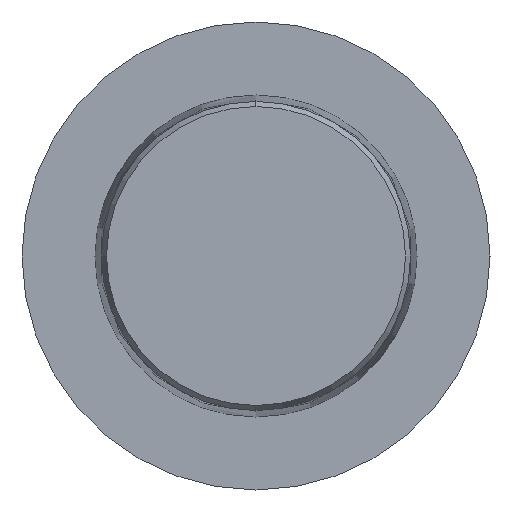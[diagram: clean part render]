
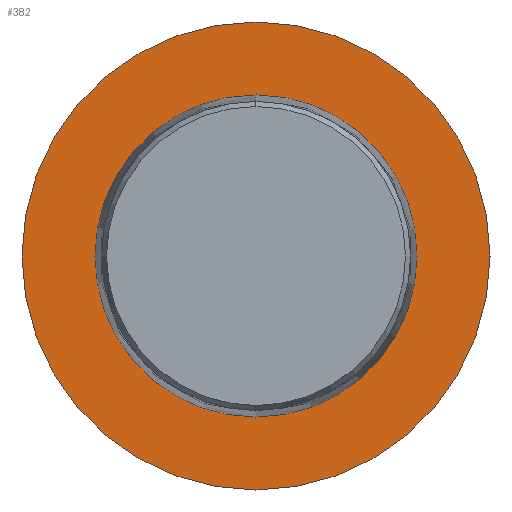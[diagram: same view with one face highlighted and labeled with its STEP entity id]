
A CAD part, left-side view. The second image highlights one B-rep face of the part: STEP entity #382.
In plain terms, the highlighted planar face has unit normal (-1, 0, 0).
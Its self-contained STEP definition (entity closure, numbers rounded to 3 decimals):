
#12 = AXIS2_PLACEMENT_3D ( 'NONE', #472, #262, #434 ) ;
#15 = CARTESIAN_POINT ( 'NONE',  ( 0., 0., 27.527 ) ) ;
#21 = EDGE_CURVE ( 'NONE', #297, #247, #300, .T. ) ;
#47 = ORIENTED_EDGE ( 'NONE', *, *, #279, .T. ) ;
#72 = CARTESIAN_POINT ( 'NONE',  ( 0., 0., 39.992 ) ) ;
#83 = DIRECTION ( 'NONE',  ( 0., 1., 0. ) ) ;
#134 = PLANE ( 'NONE',  #308 ) ;
#147 = CIRCLE ( 'NONE', #491, 39.992 ) ;
#153 = DIRECTION ( 'NONE',  ( 0., 0., 1. ) ) ;
#177 = AXIS2_PLACEMENT_3D ( 'NONE', #316, #200, #483 ) ;
#186 = DIRECTION ( 'NONE',  ( 0., 0., 1. ) ) ;
#192 = ORIENTED_EDGE ( 'NONE', *, *, #21, .T. ) ;
#200 = DIRECTION ( 'NONE',  ( -1., 0., 0. ) ) ;
#211 = ORIENTED_EDGE ( 'NONE', *, *, #473, .F. ) ;
#212 = CARTESIAN_POINT ( 'NONE',  ( 0., 39.992, 0. ) ) ;
#235 = CARTESIAN_POINT ( 'NONE',  ( 0., 0., 0. ) ) ;
#247 = VERTEX_POINT ( 'NONE', #72 ) ;
#250 = CIRCLE ( 'NONE', #12, 27.527 ) ;
#261 = DIRECTION ( 'NONE',  ( -1., 0., 0. ) ) ;
#262 = DIRECTION ( 'NONE',  ( -1., 0., 0. ) ) ;
#274 = AXIS2_PLACEMENT_3D ( 'NONE', #437, #261, #186 ) ;
#279 = EDGE_CURVE ( 'NONE', #247, #297, #147, .T. ) ;
#285 = FACE_OUTER_BOUND ( 'NONE', #369, .T. ) ;
#294 = VERTEX_POINT ( 'NONE', #408 ) ;
#297 = VERTEX_POINT ( 'NONE', #484 ) ;
#298 = EDGE_CURVE ( 'NONE', #294, #496, #452, .T. ) ;
#300 = CIRCLE ( 'NONE', #274, 39.992 ) ;
#308 = AXIS2_PLACEMENT_3D ( 'NONE', #212, #533, #83 ) ;
#316 = CARTESIAN_POINT ( 'NONE',  ( 0., 0., 0. ) ) ;
#369 = EDGE_LOOP ( 'NONE', ( #47, #192 ) ) ;
#381 = EDGE_LOOP ( 'NONE', ( #211, #395 ) ) ;
#382 = ADVANCED_FACE ( 'NONE', ( #454, #285 ), #134, .F. ) ;
#395 = ORIENTED_EDGE ( 'NONE', *, *, #298, .F. ) ;
#407 = DIRECTION ( 'NONE',  ( -1., 0., 0. ) ) ;
#408 = CARTESIAN_POINT ( 'NONE',  ( 0., 0., -27.527 ) ) ;
#434 = DIRECTION ( 'NONE',  ( 0., 0., 1. ) ) ;
#437 = CARTESIAN_POINT ( 'NONE',  ( 0., 0., 0. ) ) ;
#452 = CIRCLE ( 'NONE', #177, 27.527 ) ;
#454 = FACE_BOUND ( 'NONE', #381, .T. ) ;
#472 = CARTESIAN_POINT ( 'NONE',  ( 0., 0., 0. ) ) ;
#473 = EDGE_CURVE ( 'NONE', #496, #294, #250, .T. ) ;
#483 = DIRECTION ( 'NONE',  ( 0., 0., 1. ) ) ;
#484 = CARTESIAN_POINT ( 'NONE',  ( 0., 0., -39.992 ) ) ;
#491 = AXIS2_PLACEMENT_3D ( 'NONE', #235, #407, #153 ) ;
#496 = VERTEX_POINT ( 'NONE', #15 ) ;
#533 = DIRECTION ( 'NONE',  ( 1., 0., 0. ) ) ;
